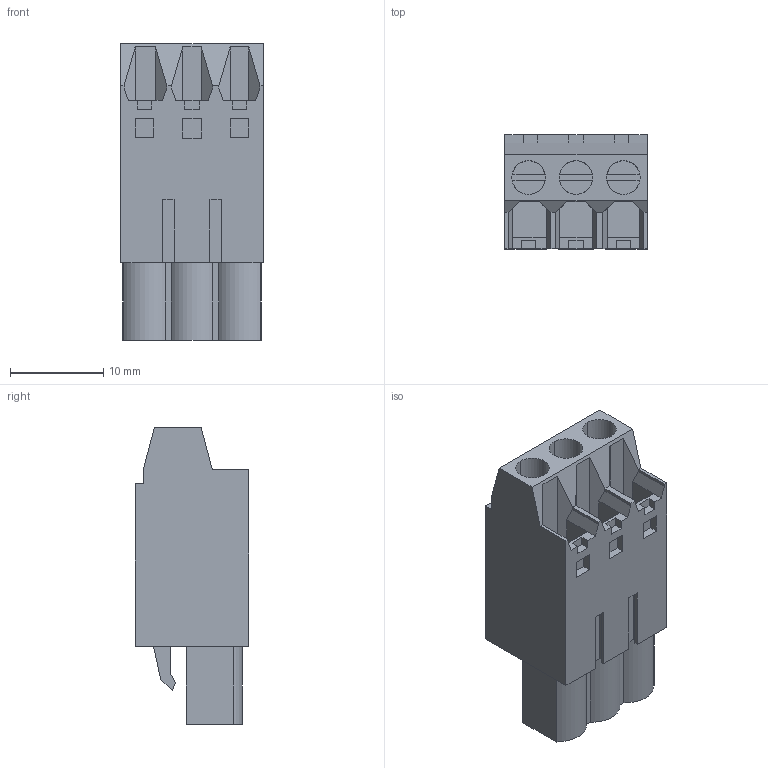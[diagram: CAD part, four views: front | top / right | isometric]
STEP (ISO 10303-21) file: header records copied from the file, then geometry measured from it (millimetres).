
FILE_DESCRIPTION(('CATIA V5 STEP Exchange','CAx-IF Rec.Pracs.--- Model Styling and Organization---1.4--- 2014-01-23'),'2;1');
FILE_NAME ('D1490255_0_1499610000_1499610000.stp','2021-06-18T12:13:37+00:00',('none'),('Weidmueller'),'CATIA Version 5-6 Release 2016 SP3 HF44','CATIA V5 STEP AP214','none');
FILE_SCHEMA(('AUTOMOTIVE_DESIGN { 1 0 10303 214 1 1 1 1 }'));
Length unit declared in the file: millimetre
Products named in the file (1): 1499610000
Bounding box: 15.24 x 12.2 x 31.8 mm (x, y, z)
Volume: 3906.8 mm3; surface area: 2876.9 mm2
Topology: 4 solids, 4 shells, 241 faces, 651 edges, 433 vertices
Faces by surface type: plane 220, cylinder 21
Entity records: 7461 total; most frequent: CARTESIAN_POINT 1324, ORIENTED_EDGE 1302, DIRECTION 1043, EDGE_CURVE 651, VECTOR 597, LINE 597, VERTEX_POINT 433, EDGE_LOOP 256
